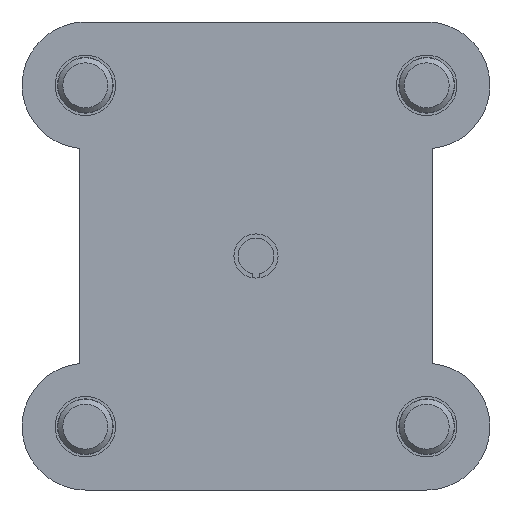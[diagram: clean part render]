
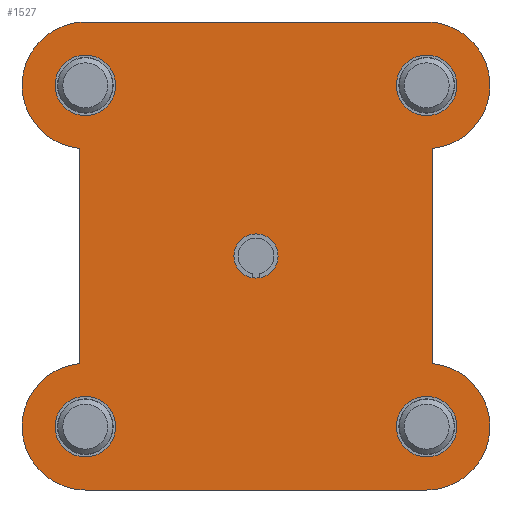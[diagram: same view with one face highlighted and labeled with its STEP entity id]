
A CAD part, front view. The second image highlights one B-rep face of the part: STEP entity #1527.
In plain terms, the highlighted planar face has unit normal (0, -1, 0).
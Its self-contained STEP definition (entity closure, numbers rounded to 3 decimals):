
#138=LINE('',#2455,#238);
#142=LINE('',#2465,#242);
#145=LINE('',#2473,#245);
#148=LINE('',#2481,#248);
#238=VECTOR('',#1924,1000.);
#242=VECTOR('',#1934,1000.);
#245=VECTOR('',#1943,1000.);
#248=VECTOR('',#1952,1000.);
#378=ORIENTED_EDGE('',*,*,#772,.T.);
#379=ORIENTED_EDGE('',*,*,#773,.T.);
#380=ORIENTED_EDGE('',*,*,#774,.T.);
#381=ORIENTED_EDGE('',*,*,#775,.T.);
#382=ORIENTED_EDGE('',*,*,#776,.T.);
#383=ORIENTED_EDGE('',*,*,#756,.F.);
#384=ORIENTED_EDGE('',*,*,#771,.F.);
#385=ORIENTED_EDGE('',*,*,#769,.F.);
#386=ORIENTED_EDGE('',*,*,#767,.F.);
#387=ORIENTED_EDGE('',*,*,#765,.F.);
#388=ORIENTED_EDGE('',*,*,#763,.F.);
#389=ORIENTED_EDGE('',*,*,#761,.F.);
#390=ORIENTED_EDGE('',*,*,#759,.F.);
#756=EDGE_CURVE('',#961,#962,#138,.T.);
#759=EDGE_CURVE('',#962,#963,#1092,.T.);
#761=EDGE_CURVE('',#963,#964,#142,.T.);
#763=EDGE_CURVE('',#964,#965,#1093,.T.);
#765=EDGE_CURVE('',#965,#966,#145,.T.);
#767=EDGE_CURVE('',#966,#967,#1094,.T.);
#769=EDGE_CURVE('',#967,#968,#148,.T.);
#771=EDGE_CURVE('',#968,#961,#1095,.T.);
#772=EDGE_CURVE('',#969,#969,#1096,.T.);
#773=EDGE_CURVE('',#970,#970,#1097,.T.);
#774=EDGE_CURVE('',#971,#971,#1098,.T.);
#775=EDGE_CURVE('',#972,#972,#1099,.T.);
#776=EDGE_CURVE('',#973,#973,#1100,.T.);
#961=VERTEX_POINT('',#2456);
#962=VERTEX_POINT('',#2457);
#963=VERTEX_POINT('',#2462);
#964=VERTEX_POINT('',#2466);
#965=VERTEX_POINT('',#2470);
#966=VERTEX_POINT('',#2474);
#967=VERTEX_POINT('',#2478);
#968=VERTEX_POINT('',#2482);
#969=VERTEX_POINT('',#2488);
#970=VERTEX_POINT('',#2490);
#971=VERTEX_POINT('',#2492);
#972=VERTEX_POINT('',#2494);
#973=VERTEX_POINT('',#2496);
#1092=CIRCLE('',#1691,11.5);
#1093=CIRCLE('',#1694,11.5);
#1094=CIRCLE('',#1697,11.5);
#1095=CIRCLE('',#1700,11.5);
#1096=CIRCLE('',#1702,5.5);
#1097=CIRCLE('',#1703,5.5);
#1098=CIRCLE('',#1704,5.5);
#1099=CIRCLE('',#1705,5.5);
#1100=CIRCLE('',#1706,4.);
#1198=EDGE_LOOP('',(#378));
#1199=EDGE_LOOP('',(#379));
#1200=EDGE_LOOP('',(#380));
#1201=EDGE_LOOP('',(#381));
#1202=EDGE_LOOP('',(#382));
#1203=EDGE_LOOP('',(#383,#384,#385,#386,#387,#388,#389,#390));
#1341=FACE_BOUND('',#1198,.T.);
#1342=FACE_BOUND('',#1199,.T.);
#1343=FACE_BOUND('',#1200,.T.);
#1344=FACE_BOUND('',#1201,.T.);
#1345=FACE_BOUND('',#1202,.T.);
#1346=FACE_BOUND('',#1203,.T.);
#1475=PLANE('',#1701);
#1527=ADVANCED_FACE('',(#1341,#1342,#1343,#1344,#1345,#1346),#1475,.F.);
#1691=AXIS2_PLACEMENT_3D('',#2461,#1929,#1930);
#1694=AXIS2_PLACEMENT_3D('',#2469,#1938,#1939);
#1697=AXIS2_PLACEMENT_3D('',#2477,#1947,#1948);
#1700=AXIS2_PLACEMENT_3D('',#2485,#1956,#1957);
#1701=AXIS2_PLACEMENT_3D('',#2486,#1958,#1959);
#1702=AXIS2_PLACEMENT_3D('',#2487,#1960,#1961);
#1703=AXIS2_PLACEMENT_3D('',#2489,#1962,#1963);
#1704=AXIS2_PLACEMENT_3D('',#2491,#1964,#1965);
#1705=AXIS2_PLACEMENT_3D('',#2493,#1966,#1967);
#1706=AXIS2_PLACEMENT_3D('',#2495,#1968,#1969);
#1924=DIRECTION('',(0.,0.,1.));
#1929=DIRECTION('',(0.,1.,0.));
#1930=DIRECTION('',(1.,0.,0.));
#1934=DIRECTION('',(1.,0.,0.));
#1938=DIRECTION('',(0.,1.,0.));
#1939=DIRECTION('',(1.,0.,0.));
#1943=DIRECTION('',(0.,0.,-1.));
#1947=DIRECTION('',(0.,1.,0.));
#1948=DIRECTION('',(1.,0.,0.));
#1952=DIRECTION('',(-1.,0.,0.));
#1956=DIRECTION('',(0.,1.,0.));
#1957=DIRECTION('',(1.,0.,0.));
#1958=DIRECTION('',(0.,1.,0.));
#1959=DIRECTION('',(0.,0.,1.));
#1960=DIRECTION('',(0.,1.,0.));
#1961=DIRECTION('',(1.,0.,0.));
#1962=DIRECTION('',(0.,1.,0.));
#1963=DIRECTION('',(1.,0.,0.));
#1964=DIRECTION('',(0.,1.,0.));
#1965=DIRECTION('',(1.,0.,0.));
#1966=DIRECTION('',(0.,1.,0.));
#1967=DIRECTION('',(1.,0.,0.));
#1968=DIRECTION('',(0.,1.,0.));
#1969=DIRECTION('',(1.,0.,0.));
#2455=CARTESIAN_POINT('',(-32.,0.,-19.544));
#2456=CARTESIAN_POINT('',(-32.,0.,-19.544));
#2457=CARTESIAN_POINT('',(-32.,0.,19.544));
#2461=CARTESIAN_POINT('',(-31.,0.,31.));
#2462=CARTESIAN_POINT('',(-31.,0.,42.5));
#2465=CARTESIAN_POINT('',(-31.,0.,42.5));
#2466=CARTESIAN_POINT('',(31.,0.,42.5));
#2469=CARTESIAN_POINT('',(31.,0.,31.));
#2470=CARTESIAN_POINT('',(32.,0.,19.544));
#2473=CARTESIAN_POINT('',(32.,0.,19.544));
#2474=CARTESIAN_POINT('',(32.,0.,-19.544));
#2477=CARTESIAN_POINT('',(31.,0.,-31.));
#2478=CARTESIAN_POINT('',(31.,0.,-42.5));
#2481=CARTESIAN_POINT('',(31.,0.,-42.5));
#2482=CARTESIAN_POINT('',(-31.,0.,-42.5));
#2485=CARTESIAN_POINT('',(-31.,0.,-31.));
#2486=CARTESIAN_POINT('',(-31.,0.,31.));
#2487=CARTESIAN_POINT('',(31.,0.,-31.));
#2488=CARTESIAN_POINT('',(36.5,0.,-31.));
#2489=CARTESIAN_POINT('',(-31.,0.,-31.));
#2490=CARTESIAN_POINT('',(-25.5,0.,-31.));
#2491=CARTESIAN_POINT('',(31.,0.,31.));
#2492=CARTESIAN_POINT('',(36.5,0.,31.));
#2493=CARTESIAN_POINT('',(-31.,0.,31.));
#2494=CARTESIAN_POINT('',(-25.5,0.,31.));
#2495=CARTESIAN_POINT('',(0.,0.,0.));
#2496=CARTESIAN_POINT('',(4.,0.,0.));
